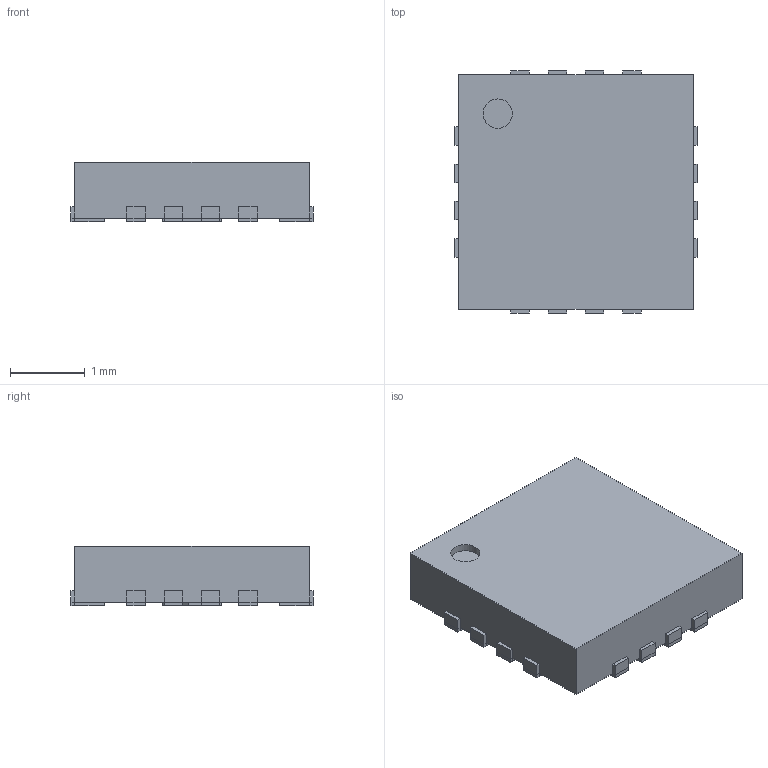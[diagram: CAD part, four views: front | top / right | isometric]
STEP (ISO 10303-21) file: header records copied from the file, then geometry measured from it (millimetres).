
FILE_DESCRIPTION(('Open CASCADE Model'),'2;1');
FILE_NAME('Open CASCADE Shape Model','2024-04-18T10:32:11',('Author'),( 'Open CASCADE'),'Open CASCADE STEP processor 7.5','Open CASCADE 7.5' ,'Unknown');
FILE_SCHEMA(('AUTOMOTIVE_DESIGN { 1 0 10303 214 1 1 1 1 }'));
Length unit declared in the file: millimetre
Products named in the file (7): 16-vqfn.step; Open CASCADE STEP translator 7.5 13.1; Body; Open CASCADE STEP translator 7.5 13.2.1; Thermal Shape; Pin Shape; Open CASCADE STEP translator 7.5 13.4.1
Assembly tree (21 placements, depth 3):
  16-vqfn.step
    Open CASCADE STEP translator 7.5 13.1
    Body
      Open CASCADE STEP translator 7.5 13.2.1
    Thermal Shape
    Pin Shape  x16
      Open CASCADE STEP translator 7.5 13.4.1
Bounding box: 3.25 x 3.25 x 0.8 mm (x, y, z)
Volume: 7.6 mm3; surface area: 37 mm2
Topology: 18 solids, 19 shells, 240 faces, 479 edges, 277 vertices
Faces by surface type: plane 239, cylinder 1
Full cylindrical faces by diameter (mm): 0.394 x1
Entity records: 1785 total; most frequent: DIRECTION 281, CARTESIAN_POINT 267, LINE 168, VECTOR 168, ORIENTED_EDGE 117, PCURVE 117, DEFINITIONAL_REPRESENTATION 117, EDGE_CURVE 59
